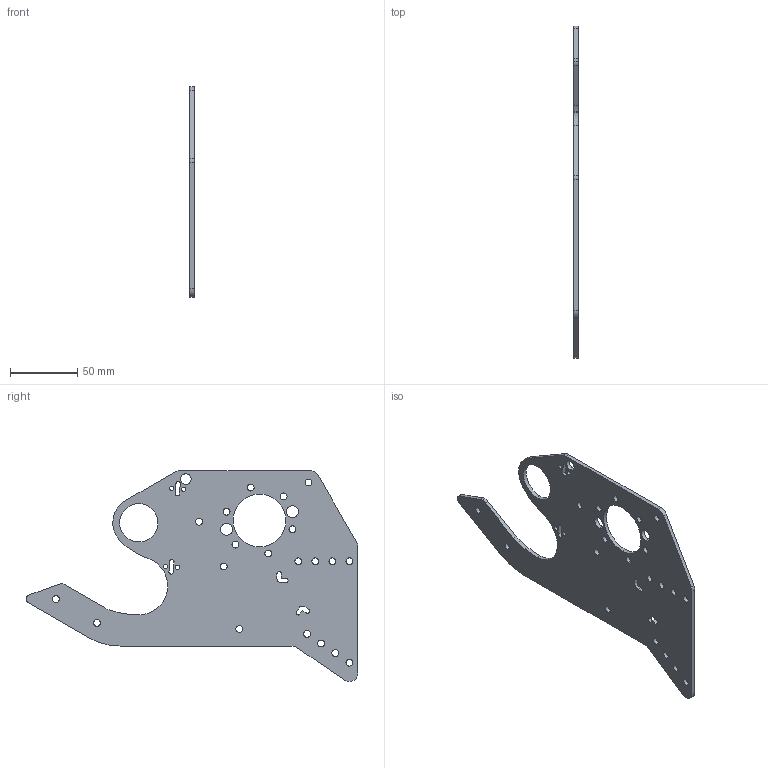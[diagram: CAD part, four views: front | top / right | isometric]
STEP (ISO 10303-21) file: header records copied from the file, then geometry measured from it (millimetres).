
FILE_DESCRIPTION (( 'STEP AP214' ), '1' );
FILE_NAME ('am-5431_in-plate Everybot 2024 Roller Plate.STEP', '2024-01-17T20:09:35', ( '' ), ( '' ), 'SwSTEP 2.0', 'SolidWorks 2024', '' );
FILE_SCHEMA (( 'AUTOMOTIVE_DESIGN' ));
Length unit declared in the file: inch
Products named in the file (1): am-5431_in-plate Everybot 2024 Roller Plate
Bounding box: 3 x 247.33 x 157.2 mm (x, y, z)
Volume: 60665.1 mm3; surface area: 45130.9 mm2
Topology: 1 solids, 1 shells, 109 faces, 321 edges, 214 vertices
Faces by surface type: cylinder 86, plane 23
Entity records: 3886 total; most frequent: DIRECTION 713, CARTESIAN_POINT 645, ORIENTED_EDGE 642, EDGE_CURVE 321, AXIS2_PLACEMENT_3D 282, VERTEX_POINT 214, EDGE_LOOP 175, CIRCLE 172
